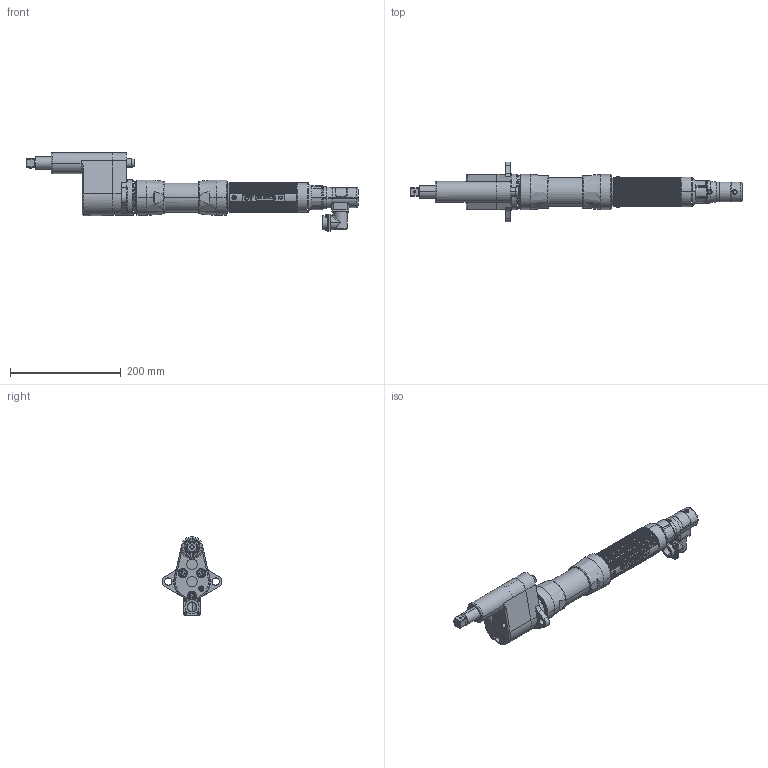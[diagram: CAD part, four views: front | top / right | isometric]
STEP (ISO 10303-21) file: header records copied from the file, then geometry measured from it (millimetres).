
FILE_DESCRIPTION((''),'2;1');
FILE_NAME('EB45MD2F1-125','2012-04-26T',('EJF1116'),(''),'PRO/ENGINEER BY PARAMETRIC TECHNOLOGY CORPORATION, 2010430','PRO/ENGINEER BY PARAMETRIC TECHNOLOGY CORPORATION, 2010430','');
FILE_SCHEMA(('CONFIG_CONTROL_DESIGN'));
Products named in the file (1): EB45MD2F1-125
Bounding box: 600.71 x 108.08 x 142.72 mm (x, y, z)
Surface area: 240365 mm2 (no closed solid volume)
Topology: 0 solids, 143 shells, 785 faces, 4202 edges, 3400 vertices
Faces by surface type: cylinder 417, plane 187, cone 81, torus 49, bspline 49, extrusion 2
Entity records: 60429 total; most frequent: CARTESIAN_POINT 30355, DIRECTION 5619, ORIENTED_EDGE 5403, EDGE_CURVE 4202, VERTEX_POINT 3400, VECTOR 1885, LINE 1883, AXIS2_PLACEMENT_3D 1867
